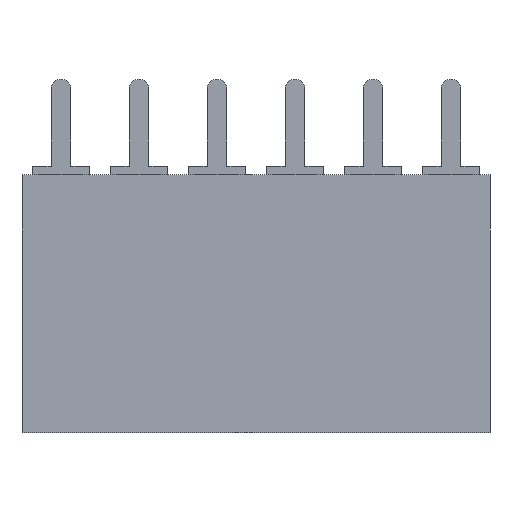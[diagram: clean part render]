
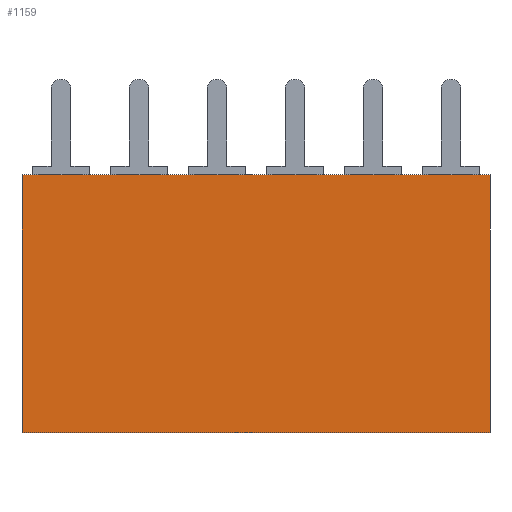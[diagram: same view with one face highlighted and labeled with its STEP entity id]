
A CAD part, front view. The second image highlights one B-rep face of the part: STEP entity #1159.
In plain terms, the highlighted planar face has unit normal (0, -1, 0).
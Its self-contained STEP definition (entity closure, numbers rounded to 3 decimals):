
#100 = VECTOR ( 'NONE', #3145, 1000. ) ;
#365 = CARTESIAN_POINT ( 'NONE',  ( 13.97, -1.2, -4.2 ) ) ;
#527 = ORIENTED_EDGE ( 'NONE', *, *, #3511, .T. ) ;
#548 = LINE ( 'NONE', #3126, #1302 ) ;
#583 = AXIS2_PLACEMENT_3D ( 'NONE', #3219, #720, #2945 ) ;
#612 = CARTESIAN_POINT ( 'NONE',  ( 1.27, -1.2, 4.2 ) ) ;
#618 = PLANE ( 'NONE',  #583 ) ;
#654 = CARTESIAN_POINT ( 'NONE',  ( -1.27, -1.2, 4.2 ) ) ;
#720 = DIRECTION ( 'NONE',  ( 0., 1., 0. ) ) ;
#742 = LINE ( 'NONE', #3569, #3093 ) ;
#878 = ORIENTED_EDGE ( 'NONE', *, *, #3525, .F. ) ;
#883 = ORIENTED_EDGE ( 'NONE', *, *, #2885, .F. ) ;
#1146 = DIRECTION ( 'NONE',  ( 1., 0., 0. ) ) ;
#1159 = ADVANCED_FACE ( 'NONE', ( #3530 ), #618, .F. ) ;
#1231 = VERTEX_POINT ( 'NONE', #365 ) ;
#1302 = VECTOR ( 'NONE', #1146, 1000. ) ;
#1539 = VERTEX_POINT ( 'NONE', #3707 ) ;
#1850 = VERTEX_POINT ( 'NONE', #1896 ) ;
#1864 = DIRECTION ( 'NONE',  ( 1., 0., 0. ) ) ;
#1896 = CARTESIAN_POINT ( 'NONE',  ( 13.97, -1.2, 4.2 ) ) ;
#1995 = ORIENTED_EDGE ( 'NONE', *, *, #2543, .T. ) ;
#2128 = VERTEX_POINT ( 'NONE', #654 ) ;
#2130 = CARTESIAN_POINT ( 'NONE',  ( 13.97, -1.2, 4.2 ) ) ;
#2543 = EDGE_CURVE ( 'NONE', #2128, #1539, #742, .T. ) ;
#2823 = EDGE_LOOP ( 'NONE', ( #527, #878, #883, #1995 ) ) ;
#2885 = EDGE_CURVE ( 'NONE', #2128, #1850, #3181, .T. ) ;
#2945 = DIRECTION ( 'NONE',  ( -1., 0., 0. ) ) ;
#3056 = LINE ( 'NONE', #2130, #100 ) ;
#3093 = VECTOR ( 'NONE', #3892, 1000. ) ;
#3126 = CARTESIAN_POINT ( 'NONE',  ( 1.27, -1.2, -4.2 ) ) ;
#3145 = DIRECTION ( 'NONE',  ( 0., 0., -1. ) ) ;
#3181 = LINE ( 'NONE', #612, #4105 ) ;
#3219 = CARTESIAN_POINT ( 'NONE',  ( 1.27, -1.2, 4.2 ) ) ;
#3511 = EDGE_CURVE ( 'NONE', #1539, #1231, #548, .T. ) ;
#3525 = EDGE_CURVE ( 'NONE', #1850, #1231, #3056, .T. ) ;
#3530 = FACE_OUTER_BOUND ( 'NONE', #2823, .T. ) ;
#3569 = CARTESIAN_POINT ( 'NONE',  ( -1.27, -1.2, 4.2 ) ) ;
#3707 = CARTESIAN_POINT ( 'NONE',  ( -1.27, -1.2, -4.2 ) ) ;
#3892 = DIRECTION ( 'NONE',  ( 0., 0., -1. ) ) ;
#4105 = VECTOR ( 'NONE', #1864, 1000. ) ;
